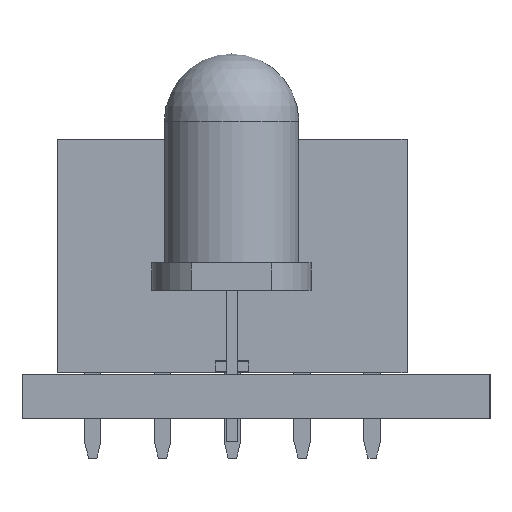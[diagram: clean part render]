
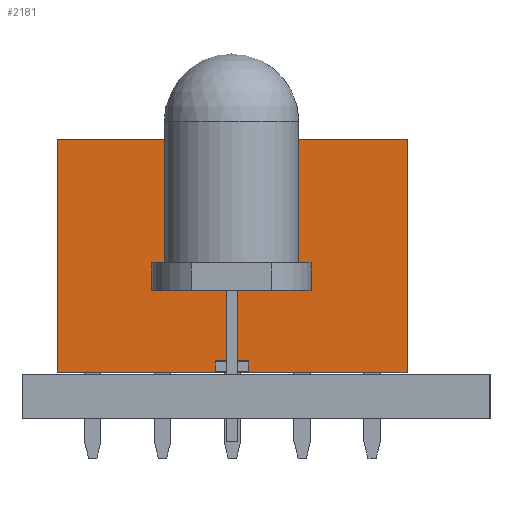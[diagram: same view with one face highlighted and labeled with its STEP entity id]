
A CAD part, left-side view. The second image highlights one B-rep face of the part: STEP entity #2181.
In plain terms, the highlighted planar face has unit normal (-1, 0, 0).
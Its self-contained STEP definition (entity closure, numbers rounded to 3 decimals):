
#1458 = VERTEX_POINT('',#1459);
#1459 = CARTESIAN_POINT('',(-1.27,-11.43,0.));
#1467 = EDGE_CURVE('',#1458,#1468,#1470,.T.);
#1468 = VERTEX_POINT('',#1469);
#1469 = CARTESIAN_POINT('',(-1.27,-11.43,8.5));
#1470 = LINE('',#1471,#1472);
#1471 = CARTESIAN_POINT('',(-1.27,-11.43,0.));
#1472 = VECTOR('',#1473,1.);
#1473 = DIRECTION('',(0.,0.,1.));
#1530 = VERTEX_POINT('',#1531);
#1531 = CARTESIAN_POINT('',(-1.27,1.27,8.5));
#1537 = EDGE_CURVE('',#1538,#1530,#1540,.T.);
#1538 = VERTEX_POINT('',#1539);
#1539 = CARTESIAN_POINT('',(-1.27,1.27,0.));
#1540 = LINE('',#1541,#1542);
#1541 = CARTESIAN_POINT('',(-1.27,1.27,0.));
#1542 = VECTOR('',#1543,1.);
#1543 = DIRECTION('',(0.,0.,1.));
#1602 = EDGE_CURVE('',#1530,#1468,#1603,.T.);
#1603 = LINE('',#1604,#1605);
#1604 = CARTESIAN_POINT('',(-1.27,1.27,8.5));
#1605 = VECTOR('',#1606,1.);
#1606 = DIRECTION('',(0.,-1.,0.));
#1795 = EDGE_CURVE('',#1538,#1458,#1796,.T.);
#1796 = LINE('',#1797,#1798);
#1797 = CARTESIAN_POINT('',(-1.27,1.27,0.));
#1798 = VECTOR('',#1799,1.);
#1799 = DIRECTION('',(0.,-1.,0.));
#2181 = ADVANCED_FACE('',(#2182),#2188,.F.);
#2182 = FACE_BOUND('',#2183,.F.);
#2183 = EDGE_LOOP('',(#2184,#2185,#2186,#2187));
#2184 = ORIENTED_EDGE('',*,*,#1537,.T.);
#2185 = ORIENTED_EDGE('',*,*,#1602,.T.);
#2186 = ORIENTED_EDGE('',*,*,#1467,.F.);
#2187 = ORIENTED_EDGE('',*,*,#1795,.F.);
#2188 = PLANE('',#2189);
#2189 = AXIS2_PLACEMENT_3D('',#2190,#2191,#2192);
#2190 = CARTESIAN_POINT('',(-1.27,1.27,0.));
#2191 = DIRECTION('',(1.,0.,0.));
#2192 = DIRECTION('',(0.,-1.,0.));
